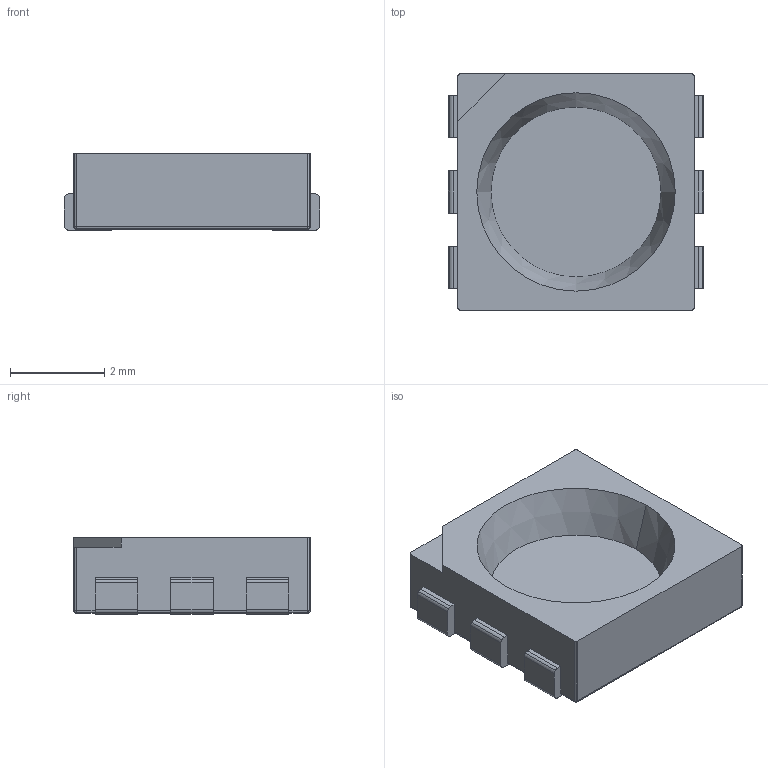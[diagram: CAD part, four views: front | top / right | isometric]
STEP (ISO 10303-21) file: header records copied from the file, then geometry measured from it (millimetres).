
FILE_DESCRIPTION (( 'STEP AP203' ), '1' );
FILE_NAME ('LED SMD 5050 White.step_Default_sldprt.STEP', '2025-04-23T09:07:15', ( '' ), ( '' ), 'SwSTEP 2.0', 'SolidWorks 2024', '' );
FILE_SCHEMA (( 'CONFIG_CONTROL_DESIGN' ));
Length unit declared in the file: millimetre
Products named in the file (1): LED SMD 5050 White.step_Default_sldprt
Bounding box: 5.4 x 5 x 1.62 mm (x, y, z)
Volume: 28.8 mm3; surface area: 94.5 mm2
Topology: 1 solids, 1 shells, 107 faces, 292 edges, 188 vertices
Faces by surface type: cylinder 52, plane 45, sphere 8, cone 2
Entity records: 3475 total; most frequent: DIRECTION 620, CARTESIAN_POINT 588, ORIENTED_EDGE 584, EDGE_CURVE 292, AXIS2_PLACEMENT_3D 220, VERTEX_POINT 188, LINE 180, VECTOR 180
